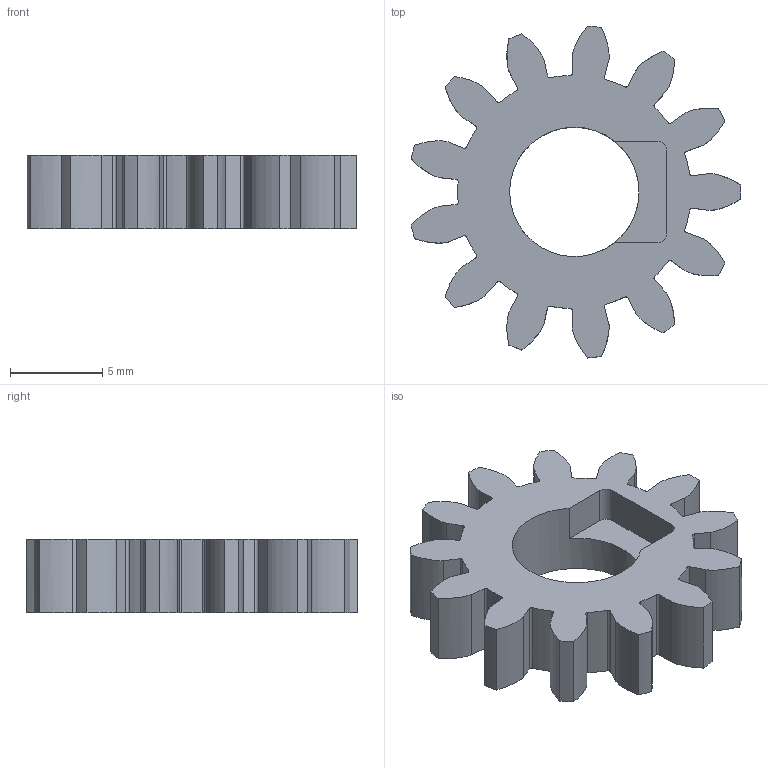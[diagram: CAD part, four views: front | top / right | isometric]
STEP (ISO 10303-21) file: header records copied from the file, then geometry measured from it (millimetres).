
FILE_DESCRIPTION(/* description */ (''),/* implementation_level */ '2;1');
FILE_NAME(/* name */ 'Zahnrad v15.step',/* time_stamp */ '2024-02-12T16:41:50+01:00',/* author */ (''),/* organization */ (''),/* preprocessor_version */ 'ST-DEVELOPER v20',/* originating_system */ 'Autodesk Translation Framework v12.20.1.177',/* authorisation */ '');
FILE_SCHEMA (('AUTOMOTIVE_DESIGN { 1 0 10303 214 3 1 1 }'));
Length unit declared in the file: millimetre
Products named in the file (2): Zahnrad; Spur Gear (13 teeth)
Assembly tree (1 placements, depth 2):
  Zahnrad
    Spur Gear (13 teeth)
Bounding box: 17.82 x 17.94 x 4 mm (x, y, z)
Volume: 559.7 mm3; surface area: 790.3 mm2
Topology: 1 solids, 1 shells, 113 faces, 333 edges, 222 vertices
Faces by surface type: cylinder 55, plane 32, bspline 26
Full cylindrical faces by diameter (mm): 7 x1
Entity records: 11318 total; most frequent: CARTESIAN_POINT 8393, ORIENTED_EDGE 666, DIRECTION 573, EDGE_CURVE 333, VERTEX_POINT 222, AXIS2_PLACEMENT_3D 202, LINE 169, VECTOR 169
